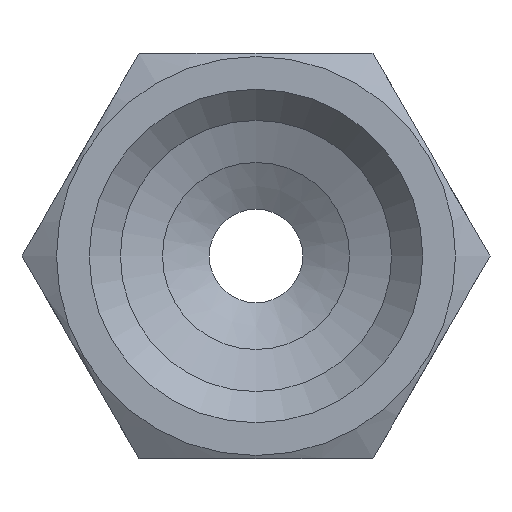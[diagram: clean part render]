
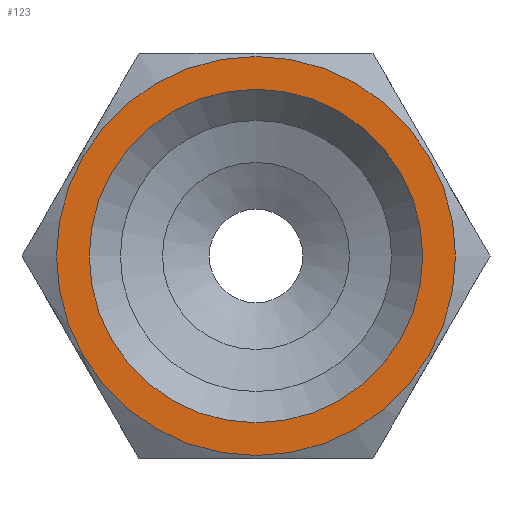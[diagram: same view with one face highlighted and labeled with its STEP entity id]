
A CAD part, front view. The second image highlights one B-rep face of the part: STEP entity #123.
In plain terms, the highlighted planar face has unit normal (0, -1, 0).
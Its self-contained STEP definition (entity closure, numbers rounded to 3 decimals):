
#123 = ADVANCED_FACE( 'NONE', ( #262, #263 ), #264, .T. );
#262 = FACE_OUTER_BOUND( '', #407, .T. );
#263 = FACE_BOUND( '', #408, .T. );
#264 = PLANE( '', #409 );
#407 = EDGE_LOOP( '', ( #687 ) );
#408 = EDGE_LOOP( '', ( #688 ) );
#409 = AXIS2_PLACEMENT_3D( '', #689, #690, #691 );
#687 = ORIENTED_EDGE( '', *, *, #858, .T. );
#688 = ORIENTED_EDGE( '', *, *, #866, .F. );
#689 = CARTESIAN_POINT( '', ( 0., 0., 0. ) );
#690 = DIRECTION( '', ( 0., -1., 0. ) );
#691 = DIRECTION( '', ( 0., 0., -1. ) );
#858 = EDGE_CURVE( 'NONE', #1037, #1037, #1038, .T. );
#866 = EDGE_CURVE( 'NONE', #1046, #1046, #1047, .T. );
#1037 = VERTEX_POINT( '', #1397 );
#1038 = CIRCLE( '', #1398, 6.4 );
#1046 = VERTEX_POINT( '', #1414 );
#1047 = CIRCLE( '', #1415, 5.35 );
#1397 = CARTESIAN_POINT( '', ( 0., 0., -6.4 ) );
#1398 = AXIS2_PLACEMENT_3D( '', #1537, #1538, #1539 );
#1414 = CARTESIAN_POINT( '', ( 0., 0., -5.35 ) );
#1415 = AXIS2_PLACEMENT_3D( '', #1543, #1544, #1545 );
#1537 = CARTESIAN_POINT( '', ( 0., 0., 0. ) );
#1538 = DIRECTION( '', ( 0., -1., 0. ) );
#1539 = DIRECTION( '', ( 0., 0., -1. ) );
#1543 = CARTESIAN_POINT( '', ( 0., 0., 0. ) );
#1544 = DIRECTION( '', ( 0., -1., 0. ) );
#1545 = DIRECTION( '', ( 0., 0., -1. ) );
